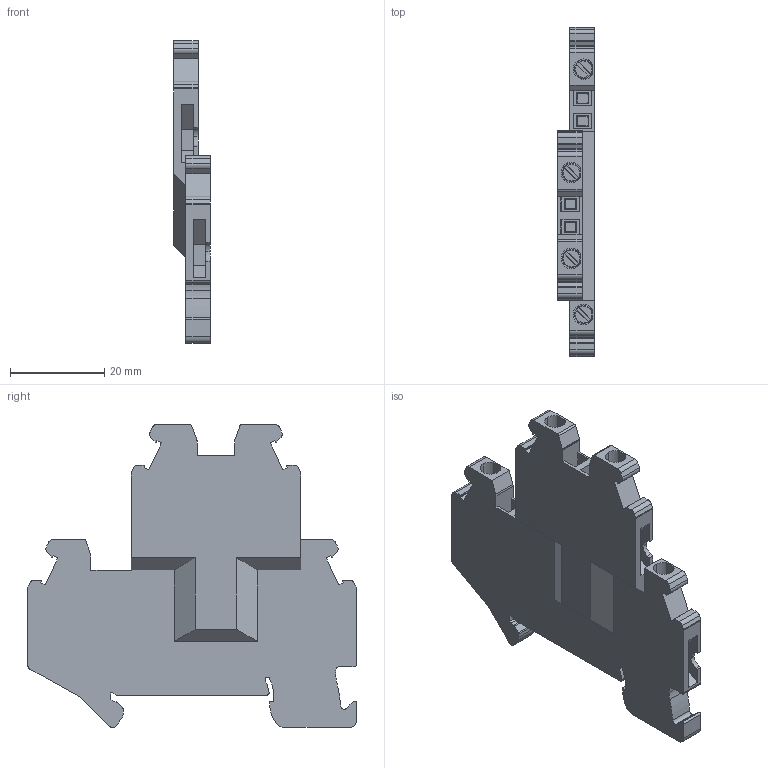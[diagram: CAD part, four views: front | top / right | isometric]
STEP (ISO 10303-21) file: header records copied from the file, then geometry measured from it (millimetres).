
FILE_DESCRIPTION(('STEP AP214'),'1');
FILE_NAME(' ',' ',('TraceParts'),('TraceParts S.A.'),'XStep 1.0',' ',' ');
FILE_SCHEMA(('automotive_design'));
Length unit declared in the file: millimetre
Products named in the file (1): NSYTRV24DN
Bounding box: 7.72 x 69.9 x 64.35 mm (x, y, z)
Volume: 14548.5 mm3; surface area: 9447.7 mm2
Topology: 1 solids, 1 shells, 358 faces, 1022 edges, 675 vertices
Faces by surface type: plane 205, cylinder 109, torus 36, cone 8
Entity records: 12075 total; most frequent: CARTESIAN_POINT 2620, ORIENTED_EDGE 2044, DIRECTION 1926, EDGE_CURVE 1022, VERTEX_POINT 675, AXIS2_PLACEMENT_3D 645, LINE 636, VECTOR 636
